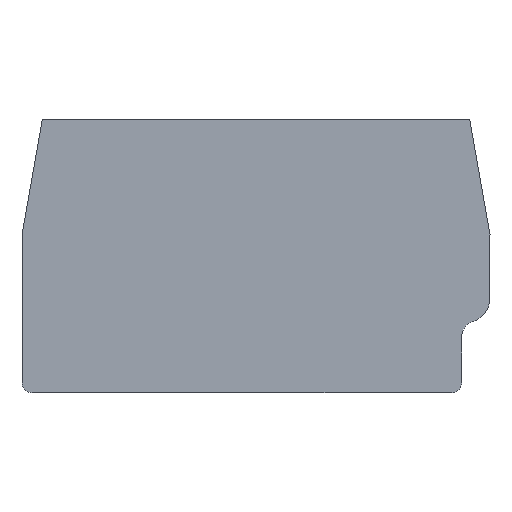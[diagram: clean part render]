
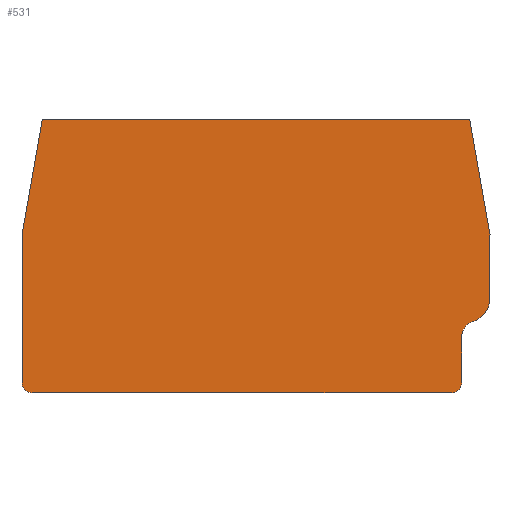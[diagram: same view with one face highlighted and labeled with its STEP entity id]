
A CAD part, front view. The second image highlights one B-rep face of the part: STEP entity #531.
In plain terms, the highlighted face is planar.
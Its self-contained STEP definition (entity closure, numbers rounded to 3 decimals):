
#4 = VECTOR ( 'NONE', #266, 1000. ) ;
#6 = VERTEX_POINT ( 'NONE', #103 ) ;
#22 = EDGE_CURVE ( 'NONE', #178, #33, #26, .T. ) ;
#26 = LINE ( 'NONE', #522, #154 ) ;
#33 = VERTEX_POINT ( 'NONE', #272 ) ;
#36 = DIRECTION ( 'NONE',  ( 0., 0., 1. ) ) ;
#37 = EDGE_LOOP ( 'NONE', ( #208, #472, #416, #481, #429, #511, #344, #376, #394, #188, #49, #128, #454 ) ) ;
#46 = VERTEX_POINT ( 'NONE', #445 ) ;
#49 = ORIENTED_EDGE ( 'NONE', *, *, #104, .T. ) ;
#50 = VECTOR ( 'NONE', #57, 1000. ) ;
#54 = DIRECTION ( 'NONE',  ( 0., 1., 0. ) ) ;
#56 = VERTEX_POINT ( 'NONE', #228 ) ;
#57 = DIRECTION ( 'NONE',  ( 0., 0.174, -0.985 ) ) ;
#59 = VECTOR ( 'NONE', #373, 1000. ) ;
#60 = CIRCLE ( 'NONE', #277, 1. ) ;
#61 = CARTESIAN_POINT ( 'NONE',  ( 0., -20.46, -19.896 ) ) ;
#63 = CARTESIAN_POINT ( 'NONE',  ( 0., 21.65, -25.5 ) ) ;
#80 = CARTESIAN_POINT ( 'NONE',  ( 0., -22.65, -17.256 ) ) ;
#83 = CIRCLE ( 'NONE', #172, 2.5 ) ;
#86 = EDGE_CURVE ( 'NONE', #435, #56, #259, .T. ) ;
#103 = CARTESIAN_POINT ( 'NONE',  ( 0., 22.65, -25.5 ) ) ;
#104 = EDGE_CURVE ( 'NONE', #162, #349, #439, .T. ) ;
#108 = VECTOR ( 'NONE', #36, 1000. ) ;
#126 = CIRCLE ( 'NONE', #517, 1.5 ) ;
#128 = ORIENTED_EDGE ( 'NONE', *, *, #307, .T. ) ;
#138 = DIRECTION ( 'NONE',  ( 1., 0., 0. ) ) ;
#140 = CARTESIAN_POINT ( 'NONE',  ( 0., 20.685, 0. ) ) ;
#143 = EDGE_CURVE ( 'NONE', #343, #435, #312, .T. ) ;
#146 = VECTOR ( 'NONE', #193, 1000. ) ;
#153 = EDGE_CURVE ( 'NONE', #56, #46, #200, .T. ) ;
#154 = VECTOR ( 'NONE', #187, 1000. ) ;
#155 = CARTESIAN_POINT ( 'NONE',  ( 0., 22.65, -11.145 ) ) ;
#156 = AXIS2_PLACEMENT_3D ( 'NONE', #280, #189, #278 ) ;
#157 = CARTESIAN_POINT ( 'NONE',  ( 0., -22.65, -11.145 ) ) ;
#162 = VERTEX_POINT ( 'NONE', #456 ) ;
#165 = CIRCLE ( 'NONE', #226, 2.2 ) ;
#169 = VERTEX_POINT ( 'NONE', #157 ) ;
#172 = AXIS2_PLACEMENT_3D ( 'NONE', #440, #227, #482 ) ;
#174 = DIRECTION ( 'NONE',  ( 0., -1., 0. ) ) ;
#175 = VERTEX_POINT ( 'NONE', #430 ) ;
#178 = VERTEX_POINT ( 'NONE', #493 ) ;
#187 = DIRECTION ( 'NONE',  ( 0., 1., 0. ) ) ;
#188 = ORIENTED_EDGE ( 'NONE', *, *, #338, .T. ) ;
#189 = DIRECTION ( 'NONE',  ( -1., 0., 0. ) ) ;
#193 = DIRECTION ( 'NONE',  ( 0., -1., 0. ) ) ;
#200 = LINE ( 'NONE', #369, #59 ) ;
#208 = ORIENTED_EDGE ( 'NONE', *, *, #411, .T. ) ;
#217 = EDGE_CURVE ( 'NONE', #46, #315, #126, .T. ) ;
#226 = AXIS2_PLACEMENT_3D ( 'NONE', #301, #138, #54 ) ;
#227 = DIRECTION ( 'NONE',  ( -1., 0., 0. ) ) ;
#228 = CARTESIAN_POINT ( 'NONE',  ( 0., -19.903, -25.5 ) ) ;
#229 = DIRECTION ( 'NONE',  ( -1., 0., 0. ) ) ;
#253 = EDGE_CURVE ( 'NONE', #467, #169, #273, .T. ) ;
#259 = CIRCLE ( 'NONE', #483, 1. ) ;
#264 = LINE ( 'NONE', #140, #50 ) ;
#266 = DIRECTION ( 'NONE',  ( 0., -0.929, 0.37 ) ) ;
#272 = CARTESIAN_POINT ( 'NONE',  ( 0., 20.685, 0. ) ) ;
#273 = LINE ( 'NONE', #80, #108 ) ;
#275 = CARTESIAN_POINT ( 'NONE',  ( 0., -22.65, -17.256 ) ) ;
#277 = AXIS2_PLACEMENT_3D ( 'NONE', #63, #229, #174 ) ;
#278 = DIRECTION ( 'NONE',  ( 0., 1., 0. ) ) ;
#280 = CARTESIAN_POINT ( 'NONE',  ( 0., 21.65, -25.5 ) ) ;
#295 = VECTOR ( 'NONE', #512, 1000. ) ;
#301 = CARTESIAN_POINT ( 'NONE',  ( 0., -21.751, -21.677 ) ) ;
#307 = EDGE_CURVE ( 'NONE', #349, #467, #83, .T. ) ;
#312 = LINE ( 'NONE', #485, #146 ) ;
#315 = VERTEX_POINT ( 'NONE', #61 ) ;
#330 = DIRECTION ( 'NONE',  ( 0., -1., 0. ) ) ;
#338 = EDGE_CURVE ( 'NONE', #315, #162, #165, .T. ) ;
#341 = CARTESIAN_POINT ( 'NONE',  ( 0., -22.65, -11.145 ) ) ;
#343 = VERTEX_POINT ( 'NONE', #514 ) ;
#344 = ORIENTED_EDGE ( 'NONE', *, *, #86, .T. ) ;
#349 = VERTEX_POINT ( 'NONE', #518 ) ;
#357 = CARTESIAN_POINT ( 'NONE',  ( 0., -18.903, -25.5 ) ) ;
#363 = DIRECTION ( 'NONE',  ( -1., 0., 0. ) ) ;
#369 = CARTESIAN_POINT ( 'NONE',  ( 0., -19.903, -21.062 ) ) ;
#373 = DIRECTION ( 'NONE',  ( 0., 0., 1. ) ) ;
#376 = ORIENTED_EDGE ( 'NONE', *, *, #153, .T. ) ;
#383 = EDGE_CURVE ( 'NONE', #33, #175, #264, .T. ) ;
#390 = LINE ( 'NONE', #341, #295 ) ;
#394 = ORIENTED_EDGE ( 'NONE', *, *, #217, .T. ) ;
#405 = EDGE_CURVE ( 'NONE', #6, #343, #60, .T. ) ;
#407 = CARTESIAN_POINT ( 'NONE',  ( 0., -20.937, -19.634 ) ) ;
#408 = FACE_OUTER_BOUND ( 'NONE', #37, .T. ) ;
#411 = EDGE_CURVE ( 'NONE', #169, #178, #390, .T. ) ;
#416 = ORIENTED_EDGE ( 'NONE', *, *, #383, .T. ) ;
#421 = DIRECTION ( 'NONE',  ( 1., 0., 0. ) ) ;
#429 = ORIENTED_EDGE ( 'NONE', *, *, #405, .T. ) ;
#430 = CARTESIAN_POINT ( 'NONE',  ( 0., 22.65, -11.145 ) ) ;
#435 = VERTEX_POINT ( 'NONE', #494 ) ;
#439 = LINE ( 'NONE', #407, #4 ) ;
#440 = CARTESIAN_POINT ( 'NONE',  ( 0., -20.15, -17.256 ) ) ;
#445 = CARTESIAN_POINT ( 'NONE',  ( 0., -19.903, -21.062 ) ) ;
#454 = ORIENTED_EDGE ( 'NONE', *, *, #253, .T. ) ;
#456 = CARTESIAN_POINT ( 'NONE',  ( 0., -20.937, -19.634 ) ) ;
#467 = VERTEX_POINT ( 'NONE', #275 ) ;
#472 = ORIENTED_EDGE ( 'NONE', *, *, #22, .T. ) ;
#473 = VECTOR ( 'NONE', #534, 1000. ) ;
#481 = ORIENTED_EDGE ( 'NONE', *, *, #520, .T. ) ;
#482 = DIRECTION ( 'NONE',  ( 0., 1., 0. ) ) ;
#483 = AXIS2_PLACEMENT_3D ( 'NONE', #357, #363, #532 ) ;
#485 = CARTESIAN_POINT ( 'NONE',  ( 0., 21.65, -26.5 ) ) ;
#492 = PLANE ( 'NONE',  #156 ) ;
#493 = CARTESIAN_POINT ( 'NONE',  ( 0., -20.685, 0. ) ) ;
#494 = CARTESIAN_POINT ( 'NONE',  ( 0., -18.903, -26.5 ) ) ;
#499 = CARTESIAN_POINT ( 'NONE',  ( 0., -21.403, -21.062 ) ) ;
#511 = ORIENTED_EDGE ( 'NONE', *, *, #143, .T. ) ;
#512 = DIRECTION ( 'NONE',  ( 0., 0.174, 0.985 ) ) ;
#514 = CARTESIAN_POINT ( 'NONE',  ( 0., 21.65, -26.5 ) ) ;
#517 = AXIS2_PLACEMENT_3D ( 'NONE', #499, #421, #330 ) ;
#518 = CARTESIAN_POINT ( 'NONE',  ( 0., -21.075, -19.579 ) ) ;
#520 = EDGE_CURVE ( 'NONE', #175, #6, #539, .T. ) ;
#522 = CARTESIAN_POINT ( 'NONE',  ( 0., -20.685, 0. ) ) ;
#531 = ADVANCED_FACE ( 'NONE', ( #408 ), #492, .T. ) ;
#532 = DIRECTION ( 'NONE',  ( 0., 1., 0. ) ) ;
#534 = DIRECTION ( 'NONE',  ( 0., 0., -1. ) ) ;
#539 = LINE ( 'NONE', #155, #473 ) ;
